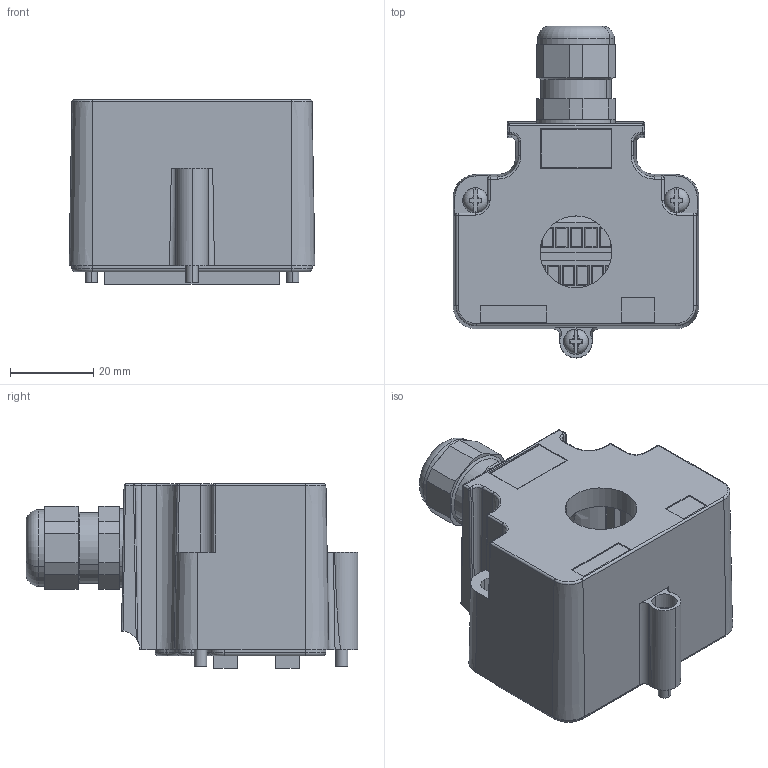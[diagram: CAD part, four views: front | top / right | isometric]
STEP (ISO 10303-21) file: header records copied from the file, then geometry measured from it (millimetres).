
FILE_DESCRIPTION(('CATIA V5 STEP Exchange','CAx-IF Rec.Pracs.--- Model Styling and Organization---1.4--- 2014-01-23'),'2;1');
FILE_NAME ('021389-1_0', '2021-01-22T07:11:58+00:00', ('none'), ('Weidmueller'), 'CATIA Version 5-6 Release 2016 SP3 HF44', 'CATIA V5 STEP AP214', 'none');
FILE_SCHEMA(('AUTOMOTIVE_DESIGN { 1 0 10303 214 1 1 1 1 }'));
Length unit declared in the file: millimetre
Products named in the file (1): 1782750000
Bounding box: 59.2 x 79.9 x 44.5 mm (x, y, z)
Volume: 63631.5 mm3; surface area: 36634.3 mm2
Topology: 12 solids, 13 shells, 1024 faces, 2459 edges, 1520 vertices
Faces by surface type: plane 573, cylinder 293, torus 104, cone 42, bspline 8, sphere 4
Entity records: 27970 total; most frequent: CARTESIAN_POINT 5806, ORIENTED_EDGE 4902, DIRECTION 3734, EDGE_CURVE 2451, AXIS2_PLACEMENT_3D 1569, VERTEX_POINT 1520, VECTOR 1395, LINE 1395
